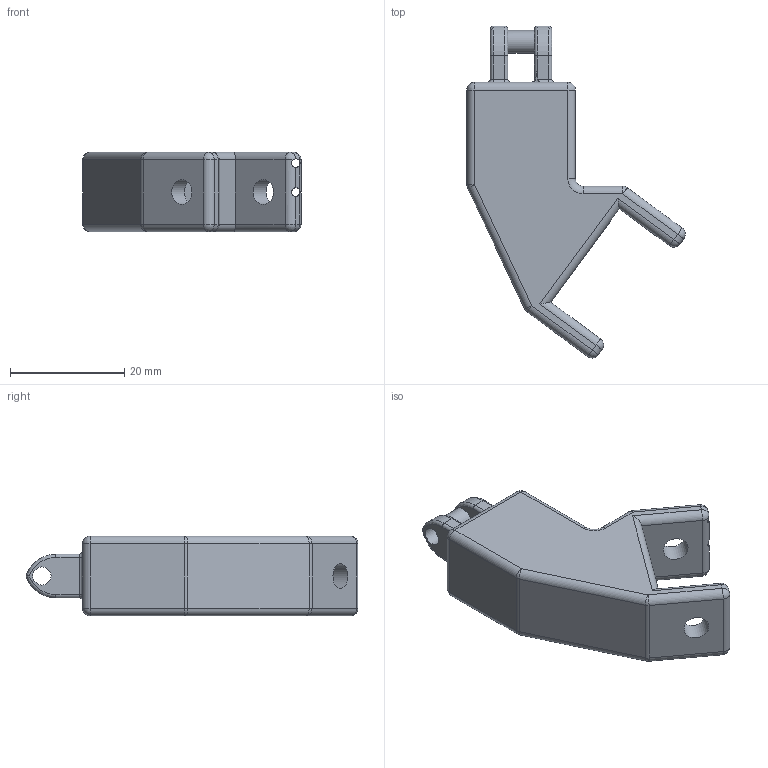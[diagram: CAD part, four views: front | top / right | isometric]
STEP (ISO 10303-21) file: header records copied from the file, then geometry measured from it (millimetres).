
FILE_DESCRIPTION(/* description */ ('STEP AP242 Edition 2','CAx-IF Rec.Pracs.---Representation and Presentation of Product Manufacturing Information (PMI)---4.0---2014-10-13','CAx-IF Rec.Pracs.---3D Tessellated Geometry---0.4---2014-09-14','2;1','CAx-IF Rec.Pracs.---User Defined Attributes---1.5---2016-08-15'),/* implementation_level */ '2;1');
FILE_NAME(/* name */ '6926a701630f6ec4547a53be',/* time_stamp */ '2025-11-26T07:06:42Z',/* author */ (''),/* organization */ (''),/* preprocessor_version */ 'ST-DEVELOPER v20',/* originating_system */ 'ONSHAPE BY PTC INC, 1.207',/* authorisation */ ' ');
FILE_SCHEMA (('AP242_MANAGED_MODEL_BASED_3D_ENGINEERING_MIM_LF { 1 0 10303 442 3 1 4 }'));
Length unit declared in the file: metre
Products named in the file (1): Ring1
Bounding box: 38.28 x 58.18 x 13.97 mm (x, y, z)
Volume: 11174.5 mm3; surface area: 4418.6 mm2
Topology: 1 solids, 1 shells, 133 faces, 346 edges, 190 vertices
Faces by surface type: cylinder 64, plane 30, sphere 18, torus 18, bspline 3
Full cylindrical faces by diameter (mm): 1.5 x2, 3.2 x1, 4 x1, 4.4 x2
Entity records: 4227 total; most frequent: CARTESIAN_POINT 1134, DIRECTION 666, ORIENTED_EDGE 630, EDGE_CURVE 315, AXIS2_PLACEMENT_3D 274, VERTEX_POINT 184, EDGE_LOOP 151, FACE_BOUND 151
